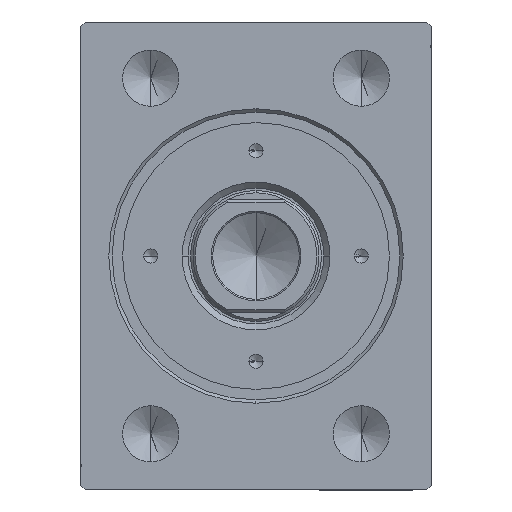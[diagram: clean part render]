
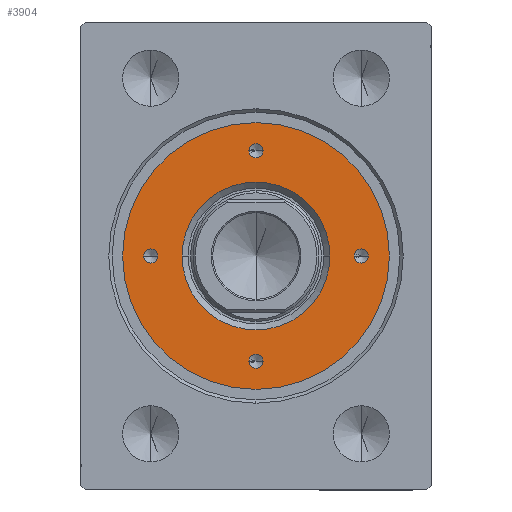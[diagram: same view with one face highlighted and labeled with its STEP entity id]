
A CAD part, left-side view. The second image highlights one B-rep face of the part: STEP entity #3904.
In plain terms, the highlighted face is planar.
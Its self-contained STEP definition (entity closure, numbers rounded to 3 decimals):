
#405 = EDGE_CURVE ( 'NONE', #29004, #22390, #25295, .T. ) ;
#538 = CARTESIAN_POINT ( 'NONE',  ( 28.5, 0., 10. ) ) ;
#1135 = EDGE_CURVE ( 'NONE', #1881, #36078, #43777, .T. ) ;
#1447 = FACE_OUTER_BOUND ( 'NONE', #41064, .T. ) ;
#1881 = VERTEX_POINT ( 'NONE', #538 ) ;
#2014 = DIRECTION ( 'NONE',  ( 1., 0., 0. ) ) ;
#2747 = ORIENTED_EDGE ( 'NONE', *, *, #18899, .F. ) ;
#2878 = EDGE_CURVE ( 'NONE', #4467, #3130, #9029, .T. ) ;
#2889 = CARTESIAN_POINT ( 'NONE',  ( -28.5, 0., 10. ) ) ;
#2981 = ORIENTED_EDGE ( 'NONE', *, *, #41308, .F. ) ;
#3130 = VERTEX_POINT ( 'NONE', #41411 ) ;
#3206 = DIRECTION ( 'NONE',  ( 1., 0., 0. ) ) ;
#3320 = ORIENTED_EDGE ( 'NONE', *, *, #20665, .F. ) ;
#3904 = ADVANCED_FACE ( 'NONE', ( #31686, #41929, #14793, #11465, #18116, #1447 ), #35482, .T. ) ;
#4348 = CARTESIAN_POINT ( 'NONE',  ( 0., 0., 10. ) ) ;
#4391 = CARTESIAN_POINT ( 'NONE',  ( 1.5, -22.5, 10. ) ) ;
#4467 = VERTEX_POINT ( 'NONE', #31148 ) ;
#4759 = AXIS2_PLACEMENT_3D ( 'NONE', #18346, #35255, #25011 ) ;
#5377 = CARTESIAN_POINT ( 'NONE',  ( 0., 22.5, 10. ) ) ;
#5401 = EDGE_CURVE ( 'NONE', #6006, #19300, #43091, .T. ) ;
#5675 = DIRECTION ( 'NONE',  ( 0., 0., 1. ) ) ;
#5954 = DIRECTION ( 'NONE',  ( 1., 0., 0. ) ) ;
#6006 = VERTEX_POINT ( 'NONE', #16606 ) ;
#6185 = CARTESIAN_POINT ( 'NONE',  ( 21., 0., 10. ) ) ;
#7747 = EDGE_CURVE ( 'NONE', #22390, #29004, #27489, .T. ) ;
#7779 = ORIENTED_EDGE ( 'NONE', *, *, #7747, .F. ) ;
#8157 = VERTEX_POINT ( 'NONE', #43627 ) ;
#8909 = EDGE_LOOP ( 'NONE', ( #2747, #18416 ) ) ;
#9029 = CIRCLE ( 'NONE', #33879, 15.8 ) ;
#10012 = CARTESIAN_POINT ( 'NONE',  ( 24., 0., 10. ) ) ;
#10766 = CARTESIAN_POINT ( 'NONE',  ( 22.5, 0., 10. ) ) ;
#11465 = FACE_BOUND ( 'NONE', #38813, .T. ) ;
#12890 = AXIS2_PLACEMENT_3D ( 'NONE', #13341, #14212, #27776 ) ;
#13341 = CARTESIAN_POINT ( 'NONE',  ( -22.5, 0., 10. ) ) ;
#13441 = ORIENTED_EDGE ( 'NONE', *, *, #2878, .T. ) ;
#14212 = DIRECTION ( 'NONE',  ( 0., 0., 1. ) ) ;
#14793 = FACE_BOUND ( 'NONE', #36156, .T. ) ;
#15726 = DIRECTION ( 'NONE',  ( 0., 0., 1. ) ) ;
#16606 = CARTESIAN_POINT ( 'NONE',  ( -1.5, -22.5, 10. ) ) ;
#16999 = ORIENTED_EDGE ( 'NONE', *, *, #405, .F. ) ;
#17420 = CIRCLE ( 'NONE', #30229, 1.5 ) ;
#17902 = DIRECTION ( 'NONE',  ( 0., 0., -1. ) ) ;
#18116 = FACE_BOUND ( 'NONE', #39699, .T. ) ;
#18346 = CARTESIAN_POINT ( 'NONE',  ( 0., 0., 10. ) ) ;
#18416 = ORIENTED_EDGE ( 'NONE', *, *, #26786, .F. ) ;
#18627 = DIRECTION ( 'NONE',  ( 0., 0., 1. ) ) ;
#18753 = CARTESIAN_POINT ( 'NONE',  ( 0., 0., 10. ) ) ;
#18899 = EDGE_CURVE ( 'NONE', #32686, #24456, #32755, .T. ) ;
#19257 = AXIS2_PLACEMENT_3D ( 'NONE', #27798, #34471, #37600 ) ;
#19300 = VERTEX_POINT ( 'NONE', #4391 ) ;
#19567 = EDGE_CURVE ( 'NONE', #3130, #4467, #27107, .T. ) ;
#20665 = EDGE_CURVE ( 'NONE', #33947, #8157, #21417, .T. ) ;
#20764 = DIRECTION ( 'NONE',  ( 0., 0., 1. ) ) ;
#21044 = AXIS2_PLACEMENT_3D ( 'NONE', #23129, #32705, #29821 ) ;
#21417 = CIRCLE ( 'NONE', #12890, 1.5 ) ;
#22390 = VERTEX_POINT ( 'NONE', #10012 ) ;
#22435 = CIRCLE ( 'NONE', #25980, 28.5 ) ;
#23129 = CARTESIAN_POINT ( 'NONE',  ( 0., 0., 10. ) ) ;
#24456 = VERTEX_POINT ( 'NONE', #29649 ) ;
#25011 = DIRECTION ( 'NONE',  ( 1., 0., 0. ) ) ;
#25295 = CIRCLE ( 'NONE', #28160, 1.5 ) ;
#25577 = DIRECTION ( 'NONE',  ( 0., 0., 1. ) ) ;
#25980 = AXIS2_PLACEMENT_3D ( 'NONE', #29092, #18627, #5954 ) ;
#26027 = AXIS2_PLACEMENT_3D ( 'NONE', #42716, #25577, #2014 ) ;
#26541 = EDGE_CURVE ( 'NONE', #19300, #6006, #17420, .T. ) ;
#26707 = CARTESIAN_POINT ( 'NONE',  ( -22.5, 0., 10. ) ) ;
#26774 = CIRCLE ( 'NONE', #33891, 1.5 ) ;
#26786 = EDGE_CURVE ( 'NONE', #24456, #32686, #32913, .T. ) ;
#26829 = AXIS2_PLACEMENT_3D ( 'NONE', #10766, #20764, #3206 ) ;
#27107 = CIRCLE ( 'NONE', #42023, 15.8 ) ;
#27109 = ORIENTED_EDGE ( 'NONE', *, *, #36534, .T. ) ;
#27489 = CIRCLE ( 'NONE', #26829, 1.5 ) ;
#27776 = DIRECTION ( 'NONE',  ( 1., 0., 0. ) ) ;
#27798 = CARTESIAN_POINT ( 'NONE',  ( 0., 22.5, 10. ) ) ;
#28138 = DIRECTION ( 'NONE',  ( 1., 0., 0. ) ) ;
#28160 = AXIS2_PLACEMENT_3D ( 'NONE', #36159, #5675, #43266 ) ;
#28651 = AXIS2_PLACEMENT_3D ( 'NONE', #5377, #42758, #38982 ) ;
#29004 = VERTEX_POINT ( 'NONE', #6185 ) ;
#29092 = CARTESIAN_POINT ( 'NONE',  ( 0., 0., 10. ) ) ;
#29523 = DIRECTION ( 'NONE',  ( 1., 0., 0. ) ) ;
#29649 = CARTESIAN_POINT ( 'NONE',  ( -1.5, 22.5, 10. ) ) ;
#29821 = DIRECTION ( 'NONE',  ( 1., 0., 0. ) ) ;
#30229 = AXIS2_PLACEMENT_3D ( 'NONE', #39095, #15726, #29523 ) ;
#30271 = DIRECTION ( 'NONE',  ( 1., 0., 0. ) ) ;
#30814 = ORIENTED_EDGE ( 'NONE', *, *, #5401, .F. ) ;
#31148 = CARTESIAN_POINT ( 'NONE',  ( 15.8, 0., 10. ) ) ;
#31625 = ORIENTED_EDGE ( 'NONE', *, *, #26541, .F. ) ;
#31686 = FACE_BOUND ( 'NONE', #44002, .T. ) ;
#32686 = VERTEX_POINT ( 'NONE', #39960 ) ;
#32705 = DIRECTION ( 'NONE',  ( 0., 0., 1. ) ) ;
#32755 = CIRCLE ( 'NONE', #19257, 1.5 ) ;
#32913 = CIRCLE ( 'NONE', #28651, 1.5 ) ;
#32946 = DIRECTION ( 'NONE',  ( 0., 0., 1. ) ) ;
#33879 = AXIS2_PLACEMENT_3D ( 'NONE', #18753, #35892, #36550 ) ;
#33891 = AXIS2_PLACEMENT_3D ( 'NONE', #26707, #32946, #30271 ) ;
#33947 = VERTEX_POINT ( 'NONE', #35702 ) ;
#34471 = DIRECTION ( 'NONE',  ( 0., 0., 1. ) ) ;
#35255 = DIRECTION ( 'NONE',  ( 0., 0., 1. ) ) ;
#35482 = PLANE ( 'NONE',  #4759 ) ;
#35702 = CARTESIAN_POINT ( 'NONE',  ( -21., 0., 10. ) ) ;
#35892 = DIRECTION ( 'NONE',  ( 0., 0., -1. ) ) ;
#36078 = VERTEX_POINT ( 'NONE', #2889 ) ;
#36156 = EDGE_LOOP ( 'NONE', ( #7779, #16999 ) ) ;
#36159 = CARTESIAN_POINT ( 'NONE',  ( 22.5, 0., 10. ) ) ;
#36534 = EDGE_CURVE ( 'NONE', #36078, #1881, #22435, .T. ) ;
#36550 = DIRECTION ( 'NONE',  ( 1., 0., 0. ) ) ;
#37600 = DIRECTION ( 'NONE',  ( 1., 0., 0. ) ) ;
#38813 = EDGE_LOOP ( 'NONE', ( #31625, #30814 ) ) ;
#38982 = DIRECTION ( 'NONE',  ( 1., 0., 0. ) ) ;
#39095 = CARTESIAN_POINT ( 'NONE',  ( 0., -22.5, 10. ) ) ;
#39699 = EDGE_LOOP ( 'NONE', ( #13441, #40036 ) ) ;
#39960 = CARTESIAN_POINT ( 'NONE',  ( 1.5, 22.5, 10. ) ) ;
#40036 = ORIENTED_EDGE ( 'NONE', *, *, #19567, .T. ) ;
#41064 = EDGE_LOOP ( 'NONE', ( #27109, #43503 ) ) ;
#41308 = EDGE_CURVE ( 'NONE', #8157, #33947, #26774, .T. ) ;
#41411 = CARTESIAN_POINT ( 'NONE',  ( -15.8, 0., 10. ) ) ;
#41929 = FACE_BOUND ( 'NONE', #8909, .T. ) ;
#42023 = AXIS2_PLACEMENT_3D ( 'NONE', #4348, #17902, #28138 ) ;
#42716 = CARTESIAN_POINT ( 'NONE',  ( 0., -22.5, 10. ) ) ;
#42758 = DIRECTION ( 'NONE',  ( 0., 0., 1. ) ) ;
#43091 = CIRCLE ( 'NONE', #26027, 1.5 ) ;
#43266 = DIRECTION ( 'NONE',  ( 1., 0., 0. ) ) ;
#43503 = ORIENTED_EDGE ( 'NONE', *, *, #1135, .T. ) ;
#43627 = CARTESIAN_POINT ( 'NONE',  ( -24., 0., 10. ) ) ;
#43777 = CIRCLE ( 'NONE', #21044, 28.5 ) ;
#44002 = EDGE_LOOP ( 'NONE', ( #3320, #2981 ) ) ;
